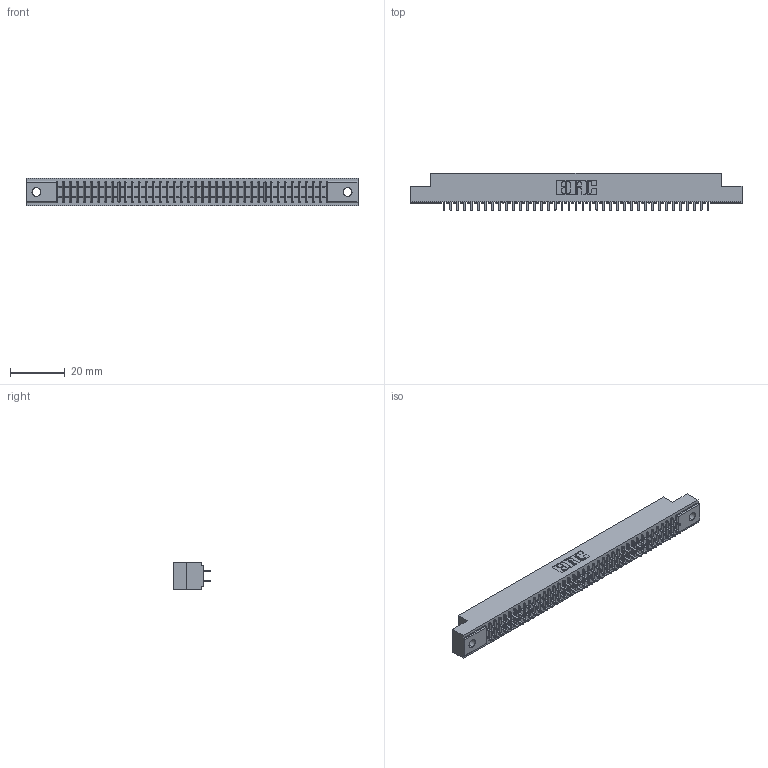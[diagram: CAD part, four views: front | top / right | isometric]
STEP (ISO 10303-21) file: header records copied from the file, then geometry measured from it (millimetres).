
FILE_DESCRIPTION (( 'STEP AP203' ), '1' );
FILE_NAME ('341-078-524-202.STEP', '2018-08-07T21:18:34', ( '' ), ( '' ), 'SwSTEP 2.0', 'SolidWorks 2016', '' );
FILE_SCHEMA (( 'CONFIG_CONTROL_DESIGN' ));
Length unit declared in the file: inch
Products named in the file (3): 341 Part_.128 (3.25) Dia Mounting Holes; 341-292-001_341-292-124; 341-078-524-202
Assembly tree (79 placements, depth 2):
  341-078-524-202
    341 Part_.128 (3.25) Dia Mounting Holes
    341-292-001_341-292-124  x78
Bounding box: 121.28 x 13.64 x 10.16 mm (x, y, z)
Volume: 8906.2 mm3; surface area: 15313.6 mm2
Topology: 79 solids, 79 shells, 5264 faces, 15253 edges, 9878 vertices
Faces by surface type: plane 3188, cylinder 1920, sphere 80, torus 76
Entity records: 47600 total; most frequent: CARTESIAN_POINT 7913, ORIENTED_EDGE 7862, DIRECTION 7681, EDGE_CURVE 3931, VECTOR 3173, LINE 3173, VERTEX_POINT 2486, AXIS2_PLACEMENT_3D 2254
